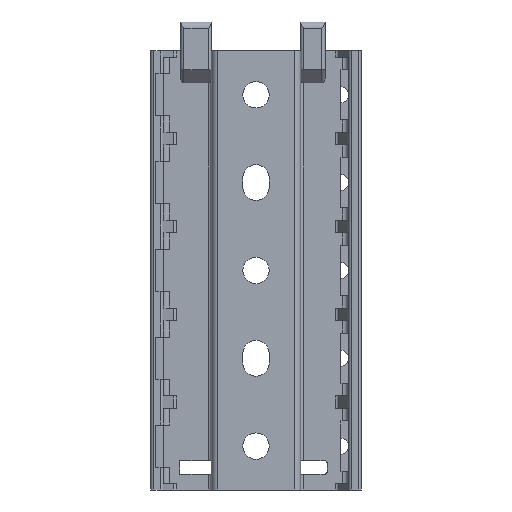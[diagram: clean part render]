
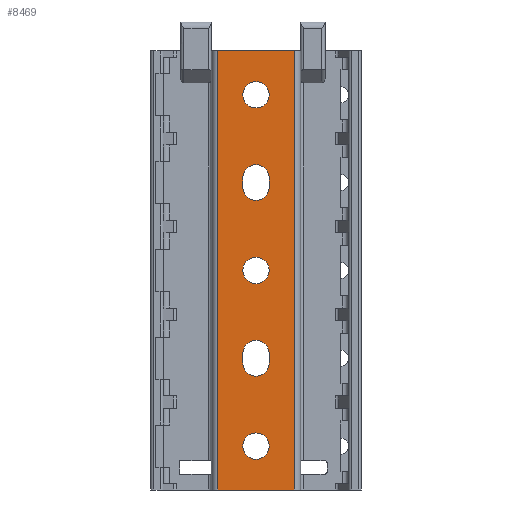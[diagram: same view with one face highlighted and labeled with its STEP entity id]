
A CAD part, front view. The second image highlights one B-rep face of the part: STEP entity #8469.
In plain terms, the highlighted planar face has unit normal (0, -1, 0).
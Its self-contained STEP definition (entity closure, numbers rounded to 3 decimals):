
#58=DIRECTION('',(1.,0.,0.));
#59=VECTOR('',#58,12.2);
#60=CARTESIAN_POINT('',(-6.1,0.,140.));
#61=LINE('',#60,#59);
#780=DIRECTION('',(0.,0.,-1.));
#781=VECTOR('',#780,70.);
#782=CARTESIAN_POINT('',(-6.1,0.,140.));
#783=LINE('',#782,#781);
#784=CARTESIAN_POINT('',(0.,0.,133.));
#785=DIRECTION('',(0.,-1.,0.));
#786=DIRECTION('',(-1.,0.,0.));
#787=AXIS2_PLACEMENT_3D('',#784,#785,#786);
#789=CARTESIAN_POINT('',(0.,0.,133.));
#790=DIRECTION('',(0.,-1.,0.));
#791=DIRECTION('',(1.,0.,0.));
#792=AXIS2_PLACEMENT_3D('',#789,#790,#791);
#794=CARTESIAN_POINT('',(0.,0.,105.));
#795=DIRECTION('',(0.,-1.,0.));
#796=DIRECTION('',(-1.,0.,0.));
#797=AXIS2_PLACEMENT_3D('',#794,#795,#796);
#799=CARTESIAN_POINT('',(0.,0.,105.));
#800=DIRECTION('',(0.,-1.,0.));
#801=DIRECTION('',(1.,0.,0.));
#802=AXIS2_PLACEMENT_3D('',#799,#800,#801);
#804=CARTESIAN_POINT('',(0.,0.,77.));
#805=DIRECTION('',(0.,-1.,0.));
#806=DIRECTION('',(-1.,0.,0.));
#807=AXIS2_PLACEMENT_3D('',#804,#805,#806);
#809=CARTESIAN_POINT('',(0.,0.,77.));
#810=DIRECTION('',(0.,-1.,0.));
#811=DIRECTION('',(1.,0.,0.));
#812=AXIS2_PLACEMENT_3D('',#809,#810,#811);
#814=CARTESIAN_POINT('',(0.,0.,118.25));
#815=DIRECTION('',(0.,1.,0.));
#816=DIRECTION('',(1.,0.,0.));
#817=AXIS2_PLACEMENT_3D('',#814,#815,#816);
#819=DIRECTION('',(0.,0.,-1.));
#820=VECTOR('',#819,1.5);
#821=CARTESIAN_POINT('',(2.1,0.,119.75));
#822=LINE('',#821,#820);
#823=CARTESIAN_POINT('',(0.,0.,119.75));
#824=DIRECTION('',(0.,1.,0.));
#825=DIRECTION('',(-1.,0.,0.));
#826=AXIS2_PLACEMENT_3D('',#823,#824,#825);
#828=DIRECTION('',(0.,0.,1.));
#829=VECTOR('',#828,1.5);
#830=CARTESIAN_POINT('',(-2.1,0.,118.25));
#831=LINE('',#830,#829);
#832=CARTESIAN_POINT('',(0.,0.,90.25));
#833=DIRECTION('',(0.,1.,0.));
#834=DIRECTION('',(1.,0.,0.));
#835=AXIS2_PLACEMENT_3D('',#832,#833,#834);
#837=DIRECTION('',(0.,0.,-1.));
#838=VECTOR('',#837,1.5);
#839=CARTESIAN_POINT('',(2.1,0.,91.75));
#840=LINE('',#839,#838);
#841=CARTESIAN_POINT('',(0.,0.,91.75));
#842=DIRECTION('',(0.,1.,0.));
#843=DIRECTION('',(-1.,0.,0.));
#844=AXIS2_PLACEMENT_3D('',#841,#842,#843);
#846=DIRECTION('',(0.,0.,1.));
#847=VECTOR('',#846,1.5);
#848=CARTESIAN_POINT('',(-2.1,0.,90.25));
#849=LINE('',#848,#847);
#850=DIRECTION('',(1.,0.,0.));
#851=VECTOR('',#850,12.2);
#852=CARTESIAN_POINT('',(-6.1,0.,70.));
#853=LINE('',#852,#851);
#3070=DIRECTION('',(0.,0.,-1.));
#3071=VECTOR('',#3070,70.);
#3072=CARTESIAN_POINT('',(6.1,0.,140.));
#3073=LINE('',#3072,#3071);
#6296=CARTESIAN_POINT('',(6.1,0.,140.));
#6298=VERTEX_POINT('',#6296);
#6301=CARTESIAN_POINT('',(-6.1,0.,140.));
#6303=VERTEX_POINT('',#6301);
#6929=CARTESIAN_POINT('',(-2.1,0.,133.));
#6930=CARTESIAN_POINT('',(2.1,0.,133.));
#6931=VERTEX_POINT('',#6929);
#6932=VERTEX_POINT('',#6930);
#6951=CARTESIAN_POINT('',(-2.1,0.,105.));
#6952=CARTESIAN_POINT('',(2.1,0.,105.));
#6953=VERTEX_POINT('',#6951);
#6954=VERTEX_POINT('',#6952);
#6973=CARTESIAN_POINT('',(-2.1,0.,77.));
#6974=CARTESIAN_POINT('',(2.1,0.,77.));
#6975=VERTEX_POINT('',#6973);
#6976=VERTEX_POINT('',#6974);
#7007=CARTESIAN_POINT('',(2.1,0.,118.25));
#7008=CARTESIAN_POINT('',(-2.1,0.,118.25));
#7009=VERTEX_POINT('',#7007);
#7010=VERTEX_POINT('',#7008);
#7011=CARTESIAN_POINT('',(-2.1,0.,119.75));
#7012=VERTEX_POINT('',#7011);
#7013=CARTESIAN_POINT('',(2.1,0.,119.75));
#7014=VERTEX_POINT('',#7013);
#7043=CARTESIAN_POINT('',(2.1,0.,90.25));
#7044=CARTESIAN_POINT('',(-2.1,0.,90.25));
#7045=VERTEX_POINT('',#7043);
#7046=VERTEX_POINT('',#7044);
#7047=CARTESIAN_POINT('',(-2.1,0.,91.75));
#7048=VERTEX_POINT('',#7047);
#7049=CARTESIAN_POINT('',(2.1,0.,91.75));
#7050=VERTEX_POINT('',#7049);
#7446=CARTESIAN_POINT('',(-6.1,0.,70.));
#7447=CARTESIAN_POINT('',(6.1,0.,70.));
#7448=VERTEX_POINT('',#7446);
#7449=VERTEX_POINT('',#7447);
#8419=CARTESIAN_POINT('',(-7.1,0.,-140.));
#8420=DIRECTION('',(0.,-1.,0.));
#8421=DIRECTION('',(1.,0.,0.));
#8422=AXIS2_PLACEMENT_3D('',#8419,#8420,#8421);
#8423=PLANE('',#8422);
#8424=ORIENTED_EDGE('',*,*,#7648,.F.);
#8425=ORIENTED_EDGE('',*,*,#8414,.F.);
#8426=ORIENTED_EDGE('',*,*,#7545,.T.);
#8428=ORIENTED_EDGE('',*,*,#8427,.T.);
#8429=EDGE_LOOP('',(#8424,#8425,#8426,#8428));
#8430=FACE_OUTER_BOUND('',#8429,.F.);
#8432=ORIENTED_EDGE('',*,*,#8431,.T.);
#8434=ORIENTED_EDGE('',*,*,#8433,.T.);
#8435=EDGE_LOOP('',(#8432,#8434));
#8436=FACE_BOUND('',#8435,.F.);
#8438=ORIENTED_EDGE('',*,*,#8437,.T.);
#8440=ORIENTED_EDGE('',*,*,#8439,.T.);
#8441=EDGE_LOOP('',(#8438,#8440));
#8442=FACE_BOUND('',#8441,.F.);
#8444=ORIENTED_EDGE('',*,*,#8443,.F.);
#8446=ORIENTED_EDGE('',*,*,#8445,.F.);
#8448=ORIENTED_EDGE('',*,*,#8447,.F.);
#8450=ORIENTED_EDGE('',*,*,#8449,.F.);
#8451=EDGE_LOOP('',(#8444,#8446,#8448,#8450));
#8452=FACE_BOUND('',#8451,.F.);
#8454=ORIENTED_EDGE('',*,*,#8453,.F.);
#8456=ORIENTED_EDGE('',*,*,#8455,.F.);
#8458=ORIENTED_EDGE('',*,*,#8457,.F.);
#8460=ORIENTED_EDGE('',*,*,#8459,.F.);
#8461=EDGE_LOOP('',(#8454,#8456,#8458,#8460));
#8462=FACE_BOUND('',#8461,.F.);
#8464=ORIENTED_EDGE('',*,*,#8463,.T.);
#8466=ORIENTED_EDGE('',*,*,#8465,.T.);
#8467=EDGE_LOOP('',(#8464,#8466));
#8468=FACE_BOUND('',#8467,.F.);
#8469=ADVANCED_FACE('',(#8430,#8436,#8442,#8452,#8462,#8468),#8423,.T.);
#788=CIRCLE('',#787,2.1);
#793=CIRCLE('',#792,2.1);
#798=CIRCLE('',#797,2.1);
#803=CIRCLE('',#802,2.1);
#808=CIRCLE('',#807,2.1);
#813=CIRCLE('',#812,2.1);
#818=CIRCLE('',#817,2.1);
#827=CIRCLE('',#826,2.1);
#836=CIRCLE('',#835,2.1);
#845=CIRCLE('',#844,2.1);
#7545=EDGE_CURVE('',#6303,#6298,#61,.T.);
#7648=EDGE_CURVE('',#7448,#7449,#853,.T.);
#8414=EDGE_CURVE('',#6303,#7448,#783,.T.);
#8427=EDGE_CURVE('',#6298,#7449,#3073,.T.);
#8431=EDGE_CURVE('',#6953,#6954,#798,.T.);
#8433=EDGE_CURVE('',#6954,#6953,#803,.T.);
#8437=EDGE_CURVE('',#6975,#6976,#808,.T.);
#8439=EDGE_CURVE('',#6976,#6975,#813,.T.);
#8443=EDGE_CURVE('',#7009,#7010,#818,.T.);
#8445=EDGE_CURVE('',#7014,#7009,#822,.T.);
#8447=EDGE_CURVE('',#7012,#7014,#827,.T.);
#8449=EDGE_CURVE('',#7010,#7012,#831,.T.);
#8453=EDGE_CURVE('',#7045,#7046,#836,.T.);
#8455=EDGE_CURVE('',#7050,#7045,#840,.T.);
#8457=EDGE_CURVE('',#7048,#7050,#845,.T.);
#8459=EDGE_CURVE('',#7046,#7048,#849,.T.);
#8463=EDGE_CURVE('',#6931,#6932,#788,.T.);
#8465=EDGE_CURVE('',#6932,#6931,#793,.T.);
